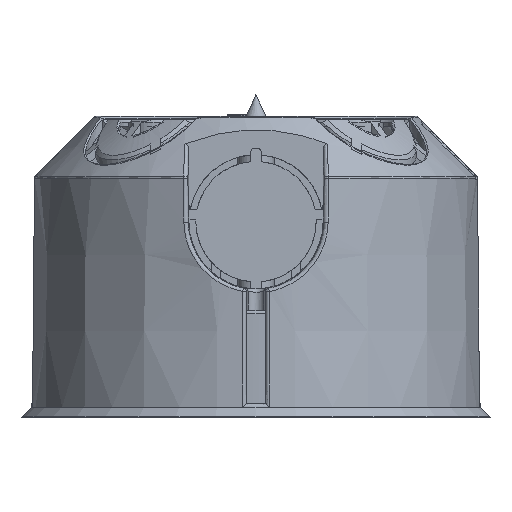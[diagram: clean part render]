
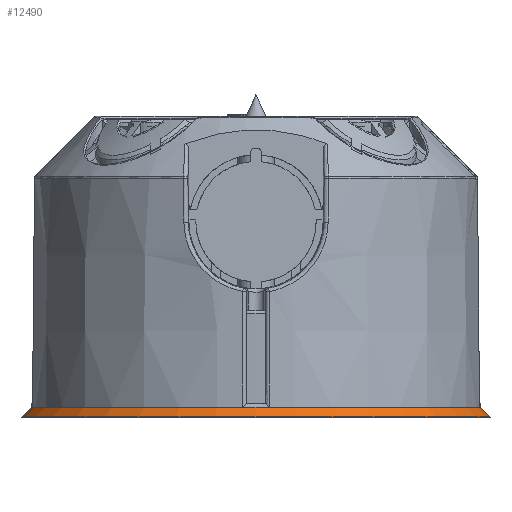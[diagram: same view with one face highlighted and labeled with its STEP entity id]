
A CAD part, front view. The second image highlights one B-rep face of the part: STEP entity #12490.
In plain terms, the highlighted conical face has half-angle 45.5 degrees and reference radius 34.999 mm.
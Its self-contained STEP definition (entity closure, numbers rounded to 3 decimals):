
#522 = EDGE_CURVE ( 'NONE', #83721, #19561, #106167, .T. ) ;
#4014 = DIRECTION ( 'NONE',  ( -0.713, 0., -0.701 ) ) ;
#7584 = CIRCLE ( 'NONE', #105091, 33.575 ) ;
#8019 = DIRECTION ( 'NONE',  ( 0., 0., 1. ) ) ;
#11810 = EDGE_CURVE ( 'NONE', #50146, #19561, #97869, .T. ) ;
#12067 = DIRECTION ( 'NONE',  ( 1., 0., 0. ) ) ;
#12490 = ADVANCED_FACE ( 'NONE', ( #88036 ), #72815, .T. ) ;
#19561 = VERTEX_POINT ( 'NONE', #60595 ) ;
#20665 = CARTESIAN_POINT ( 'NONE',  ( -33.575, -142., 1.5 ) ) ;
#26038 = CARTESIAN_POINT ( 'NONE',  ( 0., -142., 0.1 ) ) ;
#27201 = DIRECTION ( 'NONE',  ( 0., 0., -1. ) ) ;
#29878 = DIRECTION ( 'NONE',  ( 0., 0., 1. ) ) ;
#32273 = LINE ( 'NONE', #92138, #39096 ) ;
#35330 = CARTESIAN_POINT ( 'NONE',  ( -34.999, -142., 0.1 ) ) ;
#39096 = VECTOR ( 'NONE', #4014, 1000. ) ;
#41386 = ORIENTED_EDGE ( 'NONE', *, *, #107690, .F. ) ;
#43717 = DIRECTION ( 'NONE',  ( 0.713, 0., -0.701 ) ) ;
#45014 = EDGE_CURVE ( 'NONE', #85597, #83721, #32273, .T. ) ;
#45587 = ORIENTED_EDGE ( 'NONE', *, *, #45014, .T. ) ;
#50146 = VERTEX_POINT ( 'NONE', #75682 ) ;
#52088 = CARTESIAN_POINT ( 'NONE',  ( 0., -142., 1.5 ) ) ;
#60595 = CARTESIAN_POINT ( 'NONE',  ( 34.999, -142., 0.1 ) ) ;
#62350 = DIRECTION ( 'NONE',  ( -1., 0., 0. ) ) ;
#65801 = CARTESIAN_POINT ( 'NONE',  ( 0., -142., 0.1 ) ) ;
#67817 = AXIS2_PLACEMENT_3D ( 'NONE', #65801, #29878, #12067 ) ;
#72815 = CONICAL_SURFACE ( 'NONE', #85083, 34.999, 0.794 ) ;
#73620 = ORIENTED_EDGE ( 'NONE', *, *, #522, .T. ) ;
#75682 = CARTESIAN_POINT ( 'NONE',  ( 33.575, -142., 1.5 ) ) ;
#83721 = VERTEX_POINT ( 'NONE', #35330 ) ;
#85083 = AXIS2_PLACEMENT_3D ( 'NONE', #26038, #27201, #62350 ) ;
#85597 = VERTEX_POINT ( 'NONE', #20665 ) ;
#87339 = EDGE_LOOP ( 'NONE', ( #114442, #41386, #45587, #73620 ) ) ;
#87640 = DIRECTION ( 'NONE',  ( -1., 0., 0. ) ) ;
#88036 = FACE_OUTER_BOUND ( 'NONE', #87339, .T. ) ;
#92138 = CARTESIAN_POINT ( 'NONE',  ( -34.999, -142., 0.1 ) ) ;
#96677 = CARTESIAN_POINT ( 'NONE',  ( 34.999, -142., 0.1 ) ) ;
#97869 = LINE ( 'NONE', #96677, #100637 ) ;
#100637 = VECTOR ( 'NONE', #43717, 1000. ) ;
#105091 = AXIS2_PLACEMENT_3D ( 'NONE', #52088, #8019, #87640 ) ;
#106167 = CIRCLE ( 'NONE', #67817, 34.999 ) ;
#107690 = EDGE_CURVE ( 'NONE', #85597, #50146, #7584, .T. ) ;
#114442 = ORIENTED_EDGE ( 'NONE', *, *, #11810, .F. ) ;
